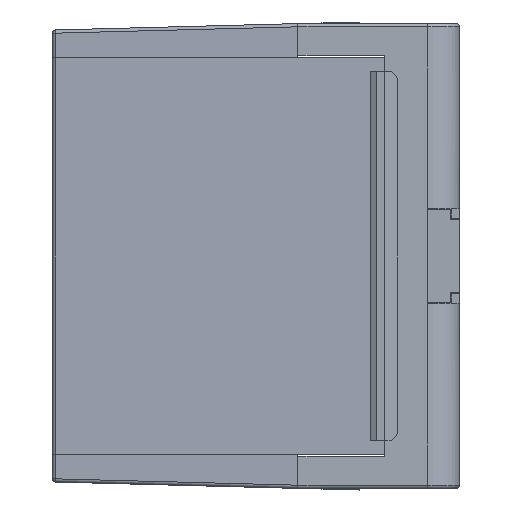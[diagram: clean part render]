
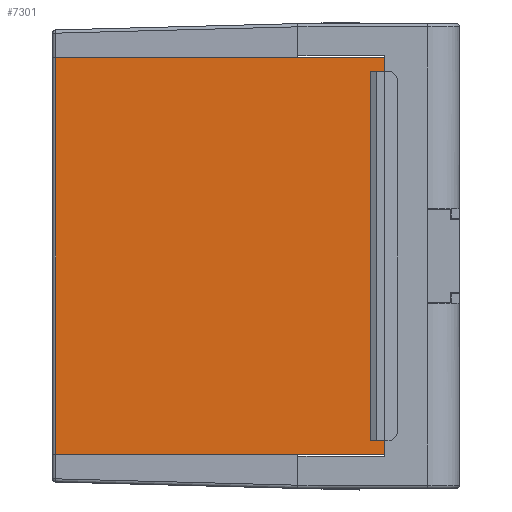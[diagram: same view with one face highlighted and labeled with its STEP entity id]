
A CAD part, left-side view. The second image highlights one B-rep face of the part: STEP entity #7301.
In plain terms, the highlighted planar face has unit normal (-1, 0.016, 0).
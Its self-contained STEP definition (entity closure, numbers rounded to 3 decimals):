
#259 = LINE ( 'NONE', #6371, #13363 ) ;
#350 = ORIENTED_EDGE ( 'NONE', *, *, #7522, .F. ) ;
#928 = LINE ( 'NONE', #15847, #15831 ) ;
#964 = CARTESIAN_POINT ( 'NONE',  ( -44.92, 13.392, -66.74 ) ) ;
#968 = VERTEX_POINT ( 'NONE', #1130 ) ;
#1130 = CARTESIAN_POINT ( 'NONE',  ( -45.099, 2.135, -64.64 ) ) ;
#1274 = EDGE_CURVE ( 'NONE', #11995, #3716, #10290, .T. ) ;
#1307 = PLANE ( 'NONE',  #3575 ) ;
#1530 = VECTOR ( 'NONE', #16444, 1000. ) ;
#1795 = LINE ( 'NONE', #6054, #6262 ) ;
#2132 = CARTESIAN_POINT ( 'NONE',  ( -45.099, 2.135, -139.871 ) ) ;
#2505 = CARTESIAN_POINT ( 'NONE',  ( -44.32, 50.901, -5.26 ) ) ;
#2506 = VERTEX_POINT ( 'NONE', #5221 ) ;
#2512 = DIRECTION ( 'NONE',  ( 1., -0.016, 0. ) ) ;
#2547 = VERTEX_POINT ( 'NONE', #4178 ) ;
#3258 = DIRECTION ( 'NONE',  ( 0.016, 1., 0. ) ) ;
#3575 = AXIS2_PLACEMENT_3D ( 'NONE', #11574, #2512, #3853 ) ;
#3716 = VERTEX_POINT ( 'NONE', #13477 ) ;
#3766 = CARTESIAN_POINT ( 'NONE',  ( -45.099, 2.135, -7.36 ) ) ;
#3830 = VECTOR ( 'NONE', #8166, 1000. ) ;
#3853 = DIRECTION ( 'NONE',  ( 0.016, 1., 0. ) ) ;
#4178 = CARTESIAN_POINT ( 'NONE',  ( -45.134, 0., -7.36 ) ) ;
#4279 = VERTEX_POINT ( 'NONE', #6571 ) ;
#4344 = CARTESIAN_POINT ( 'NONE',  ( -45.134, 0., 67.871 ) ) ;
#4626 = CARTESIAN_POINT ( 'NONE',  ( -45.134, 0., -66.74 ) ) ;
#5093 = EDGE_CURVE ( 'NONE', #15517, #14228, #6310, .T. ) ;
#5221 = CARTESIAN_POINT ( 'NONE',  ( -44.32, 50.901, -5.26 ) ) ;
#5339 = DIRECTION ( 'NONE',  ( 0., 0., 1. ) ) ;
#5584 = VECTOR ( 'NONE', #3258, 1000. ) ;
#5711 = EDGE_CURVE ( 'NONE', #968, #4279, #9900, .T. ) ;
#6054 = CARTESIAN_POINT ( 'NONE',  ( -44.32, 50.901, -66.74 ) ) ;
#6262 = VECTOR ( 'NONE', #11403, 1000. ) ;
#6310 = LINE ( 'NONE', #2505, #12544 ) ;
#6371 = CARTESIAN_POINT ( 'NONE',  ( -44.32, 50.901, -139.871 ) ) ;
#6444 = FACE_OUTER_BOUND ( 'NONE', #10366, .T. ) ;
#6571 = CARTESIAN_POINT ( 'NONE',  ( -45.134, 0., -64.64 ) ) ;
#6599 = LINE ( 'NONE', #2132, #1530 ) ;
#6886 = DIRECTION ( 'NONE',  ( 0.016, 1., 0. ) ) ;
#7088 = ORIENTED_EDGE ( 'NONE', *, *, #5093, .T. ) ;
#7232 = VECTOR ( 'NONE', #13395, 1000. ) ;
#7301 = ADVANCED_FACE ( 'NONE', ( #6444 ), #1307, .F. ) ;
#7522 = EDGE_CURVE ( 'NONE', #4279, #12033, #16700, .T. ) ;
#7567 = CARTESIAN_POINT ( 'NONE',  ( -44.32, 50.901, -7.36 ) ) ;
#7631 = ORIENTED_EDGE ( 'NONE', *, *, #1274, .F. ) ;
#8010 = CARTESIAN_POINT ( 'NONE',  ( -44.92, 13.392, -5.26 ) ) ;
#8137 = EDGE_CURVE ( 'NONE', #14228, #2506, #14420, .T. ) ;
#8166 = DIRECTION ( 'NONE',  ( 0.016, 1., 0. ) ) ;
#8338 = EDGE_CURVE ( 'NONE', #968, #15251, #6599, .T. ) ;
#8927 = DIRECTION ( 'NONE',  ( -0.016, -1., 0. ) ) ;
#9343 = CARTESIAN_POINT ( 'NONE',  ( -44.32, 50.901, -66.74 ) ) ;
#9487 = ORIENTED_EDGE ( 'NONE', *, *, #10601, .F. ) ;
#9606 = ORIENTED_EDGE ( 'NONE', *, *, #8338, .T. ) ;
#9900 = LINE ( 'NONE', #13035, #13099 ) ;
#10084 = LINE ( 'NONE', #7567, #16523 ) ;
#10290 = LINE ( 'NONE', #9343, #3830 ) ;
#10366 = EDGE_LOOP ( 'NONE', ( #9606, #11728, #11570, #7088, #14514, #9487, #7631, #11937, #350, #12885 ) ) ;
#10601 = EDGE_CURVE ( 'NONE', #3716, #2506, #259, .T. ) ;
#11403 = DIRECTION ( 'NONE',  ( 0.016, 1., 0. ) ) ;
#11570 = ORIENTED_EDGE ( 'NONE', *, *, #13435, .T. ) ;
#11574 = CARTESIAN_POINT ( 'NONE',  ( -44.32, 50.901, -139.871 ) ) ;
#11603 = DIRECTION ( 'NONE',  ( -0.016, -1., 0. ) ) ;
#11728 = ORIENTED_EDGE ( 'NONE', *, *, #12886, .T. ) ;
#11937 = ORIENTED_EDGE ( 'NONE', *, *, #12797, .F. ) ;
#11995 = VERTEX_POINT ( 'NONE', #964 ) ;
#12033 = VERTEX_POINT ( 'NONE', #4626 ) ;
#12323 = CARTESIAN_POINT ( 'NONE',  ( -44.32, 50.901, -5.26 ) ) ;
#12544 = VECTOR ( 'NONE', #6886, 1000. ) ;
#12797 = EDGE_CURVE ( 'NONE', #12033, #11995, #1795, .T. ) ;
#12885 = ORIENTED_EDGE ( 'NONE', *, *, #5711, .F. ) ;
#12886 = EDGE_CURVE ( 'NONE', #15251, #2547, #10084, .T. ) ;
#13035 = CARTESIAN_POINT ( 'NONE',  ( -44.32, 50.901, -64.64 ) ) ;
#13099 = VECTOR ( 'NONE', #11603, 1000. ) ;
#13363 = VECTOR ( 'NONE', #16557, 1000. ) ;
#13395 = DIRECTION ( 'NONE',  ( 0., 0., -1. ) ) ;
#13435 = EDGE_CURVE ( 'NONE', #2547, #15517, #928, .T. ) ;
#13477 = CARTESIAN_POINT ( 'NONE',  ( -44.32, 50.901, -66.74 ) ) ;
#14228 = VERTEX_POINT ( 'NONE', #8010 ) ;
#14420 = LINE ( 'NONE', #12323, #5584 ) ;
#14514 = ORIENTED_EDGE ( 'NONE', *, *, #8137, .T. ) ;
#14640 = CARTESIAN_POINT ( 'NONE',  ( -45.134, 0., -5.26 ) ) ;
#15251 = VERTEX_POINT ( 'NONE', #3766 ) ;
#15517 = VERTEX_POINT ( 'NONE', #14640 ) ;
#15831 = VECTOR ( 'NONE', #5339, 1000. ) ;
#15847 = CARTESIAN_POINT ( 'NONE',  ( -45.134, 0., -139.871 ) ) ;
#16444 = DIRECTION ( 'NONE',  ( 0., 0., 1. ) ) ;
#16523 = VECTOR ( 'NONE', #8927, 1000. ) ;
#16557 = DIRECTION ( 'NONE',  ( 0., 0., 1. ) ) ;
#16700 = LINE ( 'NONE', #4344, #7232 ) ;
